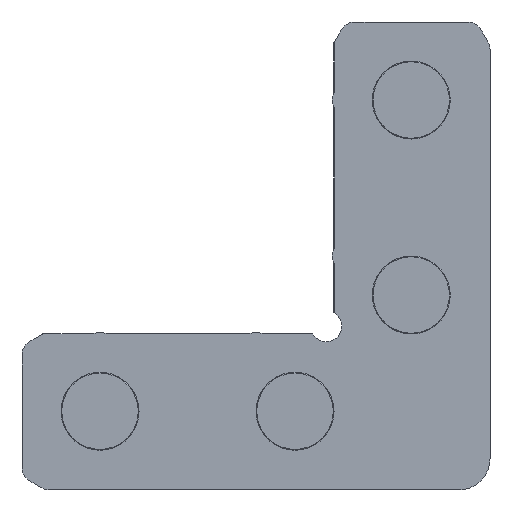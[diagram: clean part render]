
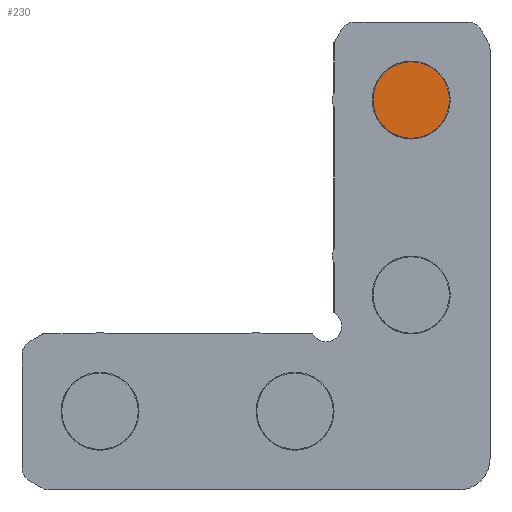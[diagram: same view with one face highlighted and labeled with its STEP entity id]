
A CAD part, front view. The second image highlights one B-rep face of the part: STEP entity #230.
In plain terms, the highlighted planar face has unit normal (0, -1, 0).
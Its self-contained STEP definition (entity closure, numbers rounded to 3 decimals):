
#230=ADVANCED_FACE('',(#492),#493,.T.);
#492=FACE_OUTER_BOUND('',#775,.T.);
#493=PLANE('',#776);
#775=EDGE_LOOP('',(#1408,#1409,#1410,#1411));
#776=AXIS2_PLACEMENT_3D('',#1412,#1413,#1414);
#1408=ORIENTED_EDGE('',*,*,#1910,.T.);
#1409=ORIENTED_EDGE('',*,*,#1732,.T.);
#1410=ORIENTED_EDGE('',*,*,#1908,.F.);
#1411=ORIENTED_EDGE('',*,*,#1737,.F.);
#1412=CARTESIAN_POINT('',(5.39,-6.,45.29));
#1413=DIRECTION('',(0.,-1.0,0.));
#1414=DIRECTION('',(1.0,0.,0.0));
#1732=EDGE_CURVE('',#2089,#2093,#2095,.T.);
#1737=EDGE_CURVE('',#2102,#2098,#2104,.T.);
#1908=EDGE_CURVE('',#2098,#2093,#2361,.T.);
#1910=EDGE_CURVE('',#2102,#2089,#2363,.T.);
#2089=VERTEX_POINT('',#2566);
#2093=VERTEX_POINT('',#2571);
#2095=CIRCLE('',#2574,4.9);
#2098=VERTEX_POINT('',#2577);
#2102=VERTEX_POINT('',#2582);
#2104=CIRCLE('',#2585,4.9);
#2361=CIRCLE('',#2909,4.9);
#2363=CIRCLE('',#2911,4.9);
#2566=CARTESIAN_POINT('',(0.,-6.0,44.8));
#2571=CARTESIAN_POINT('',(-4.9,-6.,39.9));
#2574=AXIS2_PLACEMENT_3D('',#3093,#3094,#3095);
#2577=CARTESIAN_POINT('',(0.,-6.0,35.0));
#2582=CARTESIAN_POINT('',(4.9,-6.,39.9));
#2585=AXIS2_PLACEMENT_3D('',#3101,#3102,#3103);
#2909=AXIS2_PLACEMENT_3D('',#3351,#3352,#3353);
#2911=AXIS2_PLACEMENT_3D('',#3354,#3355,#3356);
#3093=CARTESIAN_POINT('',(0.,-6.0,39.9));
#3094=DIRECTION('',(0.,-1.0,0.));
#3095=DIRECTION('',(1.0,0.,0.0));
#3101=CARTESIAN_POINT('',(0.,-6.0,39.9));
#3102=DIRECTION('',(0.,1.0,0.));
#3103=DIRECTION('',(1.0,0.,0.0));
#3351=CARTESIAN_POINT('',(0.,-6.0,39.9));
#3352=DIRECTION('',(0.,1.0,0.));
#3353=DIRECTION('',(1.0,0.,0.0));
#3354=CARTESIAN_POINT('',(0.,-6.0,39.9));
#3355=DIRECTION('',(0.,-1.0,0.));
#3356=DIRECTION('',(1.0,0.,0.0));
